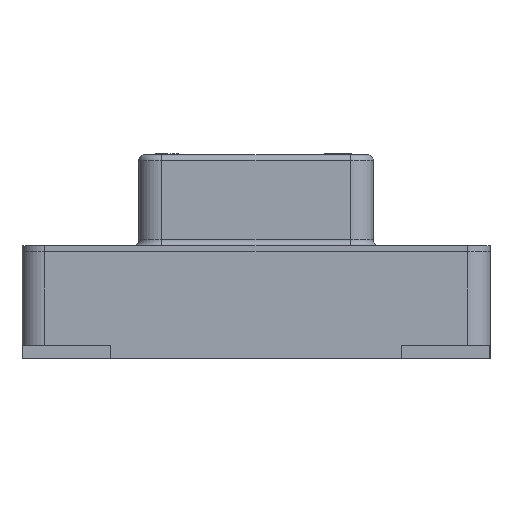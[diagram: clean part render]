
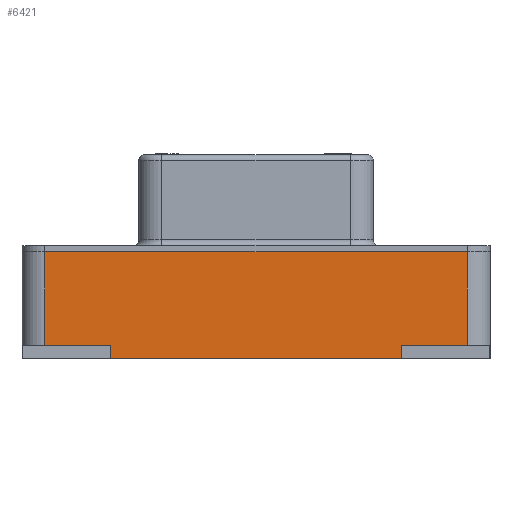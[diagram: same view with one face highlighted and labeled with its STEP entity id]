
A CAD part, front view. The second image highlights one B-rep face of the part: STEP entity #6421.
In plain terms, the highlighted planar face has unit normal (0, -1, 0).
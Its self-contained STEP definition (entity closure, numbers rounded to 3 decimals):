
#6186 = EDGE_CURVE ( 'NONE', #6212, #6202, #15905, .T. ) ;
#6194 = VERTEX_POINT ( 'NONE', #15945 ) ;
#6196 = EDGE_CURVE ( 'NONE', #6194, #6197, #15944, .T. ) ;
#6197 = VERTEX_POINT ( 'NONE', #15940 ) ;
#6202 = VERTEX_POINT ( 'NONE', #15928 ) ;
#6212 = VERTEX_POINT ( 'NONE', #15980 ) ;
#6292 = EDGE_CURVE ( 'NONE', #6197, #6293, #16100, .T. ) ;
#6293 = VERTEX_POINT ( 'NONE', #16096 ) ;
#6344 = VERTEX_POINT ( 'NONE', #16186 ) ;
#6346 = EDGE_CURVE ( 'NONE', #6212, #6344, #16185, .T. ) ;
#6356 = VERTEX_POINT ( 'NONE', #16229 ) ;
#6401 = ORIENTED_EDGE ( 'NONE', *, *, #6292, .F. ) ;
#6402 = ORIENTED_EDGE ( 'NONE', *, *, #6196, .F. ) ;
#6403 = ORIENTED_EDGE ( 'NONE', *, *, #6414, .T. ) ;
#6404 = ORIENTED_EDGE ( 'NONE', *, *, #6405, .T. ) ;
#6405 = EDGE_CURVE ( 'NONE', #6356, #6406, #16282, .T. ) ;
#6406 = VERTEX_POINT ( 'NONE', #16278 ) ;
#6407 = ORIENTED_EDGE ( 'NONE', *, *, #6408, .F. ) ;
#6408 = EDGE_CURVE ( 'NONE', #6202, #6406, #16277, .T. ) ;
#6409 = ORIENTED_EDGE ( 'NONE', *, *, #6186, .F. ) ;
#6414 = EDGE_CURVE ( 'NONE', #6194, #6356, #16325, .T. ) ;
#6421 = ADVANCED_FACE ( 'NONE', ( #16311 ), #16310, .T. ) ;
#6422 = EDGE_LOOP ( 'NONE', ( #6423, #6424, #6401, #6402, #6403, #6404, #6407, #6409 ) ) ;
#6423 = ORIENTED_EDGE ( 'NONE', *, *, #6346, .T. ) ;
#6424 = ORIENTED_EDGE ( 'NONE', *, *, #6425, .T. ) ;
#6425 = EDGE_CURVE ( 'NONE', #6344, #6293, #16308, .T. ) ;
#15902 = DIRECTION ( 'NONE',  ( -1., 0., 0. ) ) ;
#15903 = VECTOR ( 'NONE', #15902, 1000. ) ;
#15904 = CARTESIAN_POINT ( 'NONE',  ( -13.9, -4.45, -6.525 ) ) ;
#15905 = LINE ( 'NONE', #15904, #15903 ) ;
#15928 = CARTESIAN_POINT ( 'NONE',  ( -13.9, -4.45, -6.525 ) ) ;
#15940 = CARTESIAN_POINT ( 'NONE',  ( 9.59, -4.45, -6.525 ) ) ;
#15941 = DIRECTION ( 'NONE',  ( -1., 0., 0. ) ) ;
#15942 = VECTOR ( 'NONE', #15941, 1000. ) ;
#15943 = CARTESIAN_POINT ( 'NONE',  ( 9.59, -4.45, -6.525 ) ) ;
#15944 = LINE ( 'NONE', #15943, #15942 ) ;
#15945 = CARTESIAN_POINT ( 'NONE',  ( 13.9, -4.45, -6.525 ) ) ;
#15980 = CARTESIAN_POINT ( 'NONE',  ( -9.59, -4.45, -6.525 ) ) ;
#16096 = CARTESIAN_POINT ( 'NONE',  ( 9.59, -4.45, -7.4 ) ) ;
#16097 = DIRECTION ( 'NONE',  ( 0., 0., -1. ) ) ;
#16098 = VECTOR ( 'NONE', #16097, 1000. ) ;
#16099 = CARTESIAN_POINT ( 'NONE',  ( 9.59, -4.45, -6.525 ) ) ;
#16100 = LINE ( 'NONE', #16099, #16098 ) ;
#16182 = DIRECTION ( 'NONE',  ( 0., 0., -1. ) ) ;
#16183 = VECTOR ( 'NONE', #16182, 1000. ) ;
#16184 = CARTESIAN_POINT ( 'NONE',  ( -9.59, -4.45, -6.525 ) ) ;
#16185 = LINE ( 'NONE', #16184, #16183 ) ;
#16186 = CARTESIAN_POINT ( 'NONE',  ( -9.59, -4.45, -7.4 ) ) ;
#16229 = CARTESIAN_POINT ( 'NONE',  ( 13.9, -4.45, -0.4 ) ) ;
#16274 = DIRECTION ( 'NONE',  ( 0., 0., 1. ) ) ;
#16275 = VECTOR ( 'NONE', #16274, 1000. ) ;
#16276 = CARTESIAN_POINT ( 'NONE',  ( -13.9, -4.45, -7.4 ) ) ;
#16277 = LINE ( 'NONE', #16276, #16275 ) ;
#16278 = CARTESIAN_POINT ( 'NONE',  ( -13.9, -4.45, -0.4 ) ) ;
#16279 = DIRECTION ( 'NONE',  ( -1., 0., 0. ) ) ;
#16280 = VECTOR ( 'NONE', #16279, 1000. ) ;
#16281 = CARTESIAN_POINT ( 'NONE',  ( 13.9, -4.45, -0.4 ) ) ;
#16282 = LINE ( 'NONE', #16281, #16280 ) ;
#16302 = DIRECTION ( 'NONE',  ( 1., 0., 0. ) ) ;
#16303 = VECTOR ( 'NONE', #16302, 1000. ) ;
#16304 = CARTESIAN_POINT ( 'NONE',  ( -13.9, -4.45, -7.4 ) ) ;
#16305 = DIRECTION ( 'NONE',  ( 1., 0., 0. ) ) ;
#16306 = DIRECTION ( 'NONE',  ( 0., -1., 0. ) ) ;
#16307 = CARTESIAN_POINT ( 'NONE',  ( -13.9, -4.45, -7.4 ) ) ;
#16308 = LINE ( 'NONE', #16304, #16303 ) ;
#16309 = AXIS2_PLACEMENT_3D ( 'NONE', #16307, #16306, #16305 ) ;
#16310 = PLANE ( 'NONE',  #16309 ) ;
#16311 = FACE_OUTER_BOUND ( 'NONE', #6422, .T. ) ;
#16322 = DIRECTION ( 'NONE',  ( 0., 0., 1. ) ) ;
#16323 = VECTOR ( 'NONE', #16322, 1000. ) ;
#16324 = CARTESIAN_POINT ( 'NONE',  ( 13.9, -4.45, -7.4 ) ) ;
#16325 = LINE ( 'NONE', #16324, #16323 ) ;
